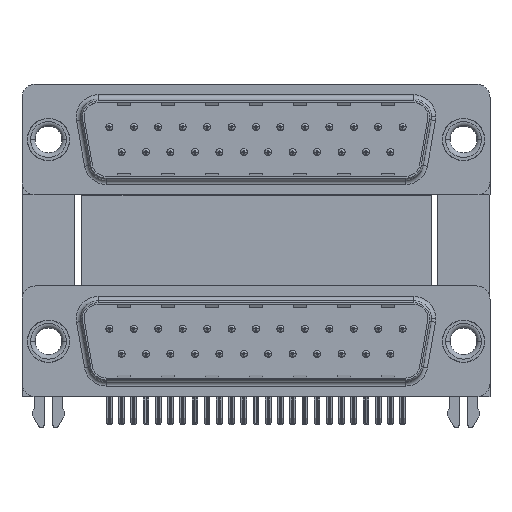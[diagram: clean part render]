
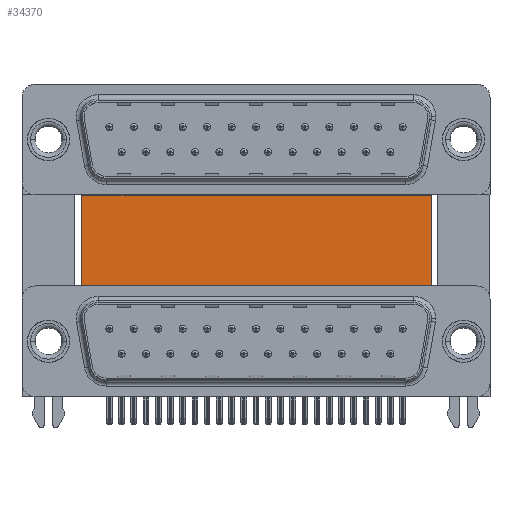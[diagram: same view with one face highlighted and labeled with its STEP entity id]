
A CAD part, top view. The second image highlights one B-rep face of the part: STEP entity #34370.
In plain terms, the highlighted planar face has unit normal (0, 0, 1).
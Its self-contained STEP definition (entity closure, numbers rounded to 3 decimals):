
#436 = EDGE_LOOP ( 'NONE', ( #35610, #39555, #21327, #36271 ) ) ;
#1635 = CARTESIAN_POINT ( 'NONE',  ( 3.79, 16.585, -12. ) ) ;
#2323 = FACE_OUTER_BOUND ( 'NONE', #436, .T. ) ;
#2585 = CARTESIAN_POINT ( 'NONE',  ( 43.43, -3.735, -12. ) ) ;
#4242 = CARTESIAN_POINT ( 'NONE',  ( 43.43, 16.585, -12. ) ) ;
#4500 = EDGE_CURVE ( 'NONE', #19377, #4619, #40397, .T. ) ;
#4619 = VERTEX_POINT ( 'NONE', #6123 ) ;
#5507 = VERTEX_POINT ( 'NONE', #2585 ) ;
#6123 = CARTESIAN_POINT ( 'NONE',  ( 43.43, 16.585, -12. ) ) ;
#8667 = DIRECTION ( 'NONE',  ( 0., 0., -1. ) ) ;
#8964 = DIRECTION ( 'NONE',  ( 0., -1., 0. ) ) ;
#10384 = LINE ( 'NONE', #4242, #18881 ) ;
#11233 = CARTESIAN_POINT ( 'NONE',  ( 3.79, -3.735, -12. ) ) ;
#12095 = CARTESIAN_POINT ( 'NONE',  ( 3.79, -3.735, -12. ) ) ;
#14822 = PLANE ( 'NONE',  #28719 ) ;
#16764 = DIRECTION ( 'NONE',  ( 0., -1., 0. ) ) ;
#18881 = VECTOR ( 'NONE', #16764, 1000. ) ;
#19377 = VERTEX_POINT ( 'NONE', #1635 ) ;
#21327 = ORIENTED_EDGE ( 'NONE', *, *, #4500, .F. ) ;
#24062 = DIRECTION ( 'NONE',  ( 1., 0., 0. ) ) ;
#24255 = DIRECTION ( 'NONE',  ( -1., 0., 0. ) ) ;
#24814 = EDGE_CURVE ( 'NONE', #19377, #34521, #26846, .T. ) ;
#26846 = LINE ( 'NONE', #39574, #34227 ) ;
#27323 = CARTESIAN_POINT ( 'NONE',  ( 3.79, 16.585, -12. ) ) ;
#27511 = VECTOR ( 'NONE', #40402, 1000. ) ;
#28719 = AXIS2_PLACEMENT_3D ( 'NONE', #27323, #8667, #24255 ) ;
#30977 = CARTESIAN_POINT ( 'NONE',  ( 3.79, 16.585, -12. ) ) ;
#31552 = EDGE_CURVE ( 'NONE', #4619, #5507, #10384, .T. ) ;
#33473 = LINE ( 'NONE', #12095, #27511 ) ;
#34227 = VECTOR ( 'NONE', #8964, 1000. ) ;
#34370 = ADVANCED_FACE ( 'NONE', ( #2323 ), #14822, .F. ) ;
#34521 = VERTEX_POINT ( 'NONE', #11233 ) ;
#35610 = ORIENTED_EDGE ( 'NONE', *, *, #40354, .T. ) ;
#36271 = ORIENTED_EDGE ( 'NONE', *, *, #24814, .T. ) ;
#37233 = VECTOR ( 'NONE', #24062, 1000. ) ;
#39555 = ORIENTED_EDGE ( 'NONE', *, *, #31552, .F. ) ;
#39574 = CARTESIAN_POINT ( 'NONE',  ( 3.79, 16.585, -12. ) ) ;
#40354 = EDGE_CURVE ( 'NONE', #34521, #5507, #33473, .T. ) ;
#40397 = LINE ( 'NONE', #30977, #37233 ) ;
#40402 = DIRECTION ( 'NONE',  ( 1., 0., 0. ) ) ;
